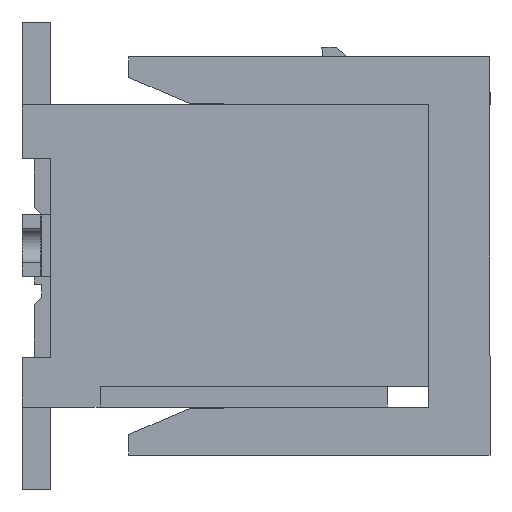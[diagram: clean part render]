
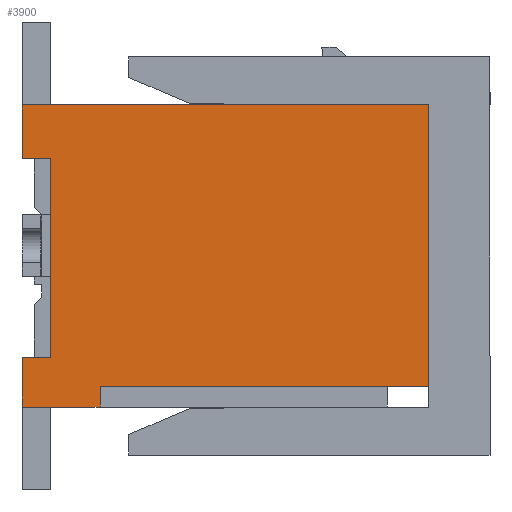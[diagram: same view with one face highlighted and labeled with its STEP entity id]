
A CAD part, left-side view. The second image highlights one B-rep face of the part: STEP entity #3900.
In plain terms, the highlighted planar face has unit normal (-1, 0, 0).
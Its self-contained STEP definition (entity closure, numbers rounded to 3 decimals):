
#405=ORIENTED_EDGE('',*,*,#1398,.F.);
#406=ORIENTED_EDGE('',*,*,#1396,.F.);
#407=ORIENTED_EDGE('',*,*,#1476,.F.);
#408=ORIENTED_EDGE('',*,*,#1477,.F.);
#409=ORIENTED_EDGE('',*,*,#1465,.T.);
#410=ORIENTED_EDGE('',*,*,#1250,.T.);
#411=ORIENTED_EDGE('',*,*,#1478,.T.);
#412=ORIENTED_EDGE('',*,*,#1352,.F.);
#413=ORIENTED_EDGE('',*,*,#1357,.F.);
#414=ORIENTED_EDGE('',*,*,#1272,.F.);
#1250=EDGE_CURVE('',#1822,#1821,#2199,.T.);
#1272=EDGE_CURVE('',#1843,#1844,#2221,.T.);
#1352=EDGE_CURVE('',#1914,#1915,#2301,.T.);
#1357=EDGE_CURVE('',#1844,#1914,#2306,.T.);
#1396=EDGE_CURVE('',#1942,#1936,#2345,.T.);
#1398=EDGE_CURVE('',#1936,#1843,#2346,.T.);
#1465=EDGE_CURVE('',#1987,#1822,#2413,.T.);
#1476=EDGE_CURVE('',#1992,#1942,#2424,.T.);
#1477=EDGE_CURVE('',#1987,#1992,#2425,.T.);
#1478=EDGE_CURVE('',#1821,#1915,#2426,.T.);
#1821=VERTEX_POINT('',#5389);
#1822=VERTEX_POINT('',#5391);
#1843=VERTEX_POINT('',#5434);
#1844=VERTEX_POINT('',#5436);
#1914=VERTEX_POINT('',#5596);
#1915=VERTEX_POINT('',#5598);
#1936=VERTEX_POINT('',#5662);
#1942=VERTEX_POINT('',#5674);
#1987=VERTEX_POINT('',#5797);
#1992=VERTEX_POINT('',#5815);
#2199=LINE('',#5390,#2754);
#2221=LINE('',#5435,#2776);
#2301=LINE('',#5597,#2856);
#2306=LINE('',#5606,#2861);
#2345=LINE('',#5675,#2900);
#2346=LINE('',#5678,#2901);
#2413=LINE('',#5796,#2968);
#2424=LINE('',#5816,#2979);
#2425=LINE('',#5818,#2980);
#2426=LINE('',#5819,#2981);
#2754=VECTOR('',#4371,1000.);
#2776=VECTOR('',#4395,1000.);
#2856=VECTOR('',#4497,1000.);
#2861=VECTOR('',#4504,1000.);
#2900=VECTOR('',#4553,1000.);
#2901=VECTOR('',#4558,1000.);
#2968=VECTOR('',#4639,1000.);
#2979=VECTOR('',#4656,1000.);
#2980=VECTOR('',#4659,1000.);
#2981=VECTOR('',#4660,1000.);
#3316=EDGE_LOOP('',(#405,#406,#407,#408,#409,#410,#411,#412,#413,#414));
#3519=FACE_BOUND('',#3316,.T.);
#3714=PLANE('',#4145);
#3900=ADVANCED_FACE('',(#3519),#3714,.T.);
#4145=AXIS2_PLACEMENT_3D('',#5817,#4657,#4658);
#4371=DIRECTION('',(0.,0.,1.));
#4395=DIRECTION('',(0.,0.,1.));
#4497=DIRECTION('',(0.,0.,1.));
#4504=DIRECTION('',(0.,1.,0.));
#4553=DIRECTION('',(0.,0.,1.));
#4558=DIRECTION('',(0.,-1.,0.));
#4639=DIRECTION('',(0.,-1.,0.));
#4656=DIRECTION('',(0.,1.,0.));
#4657=DIRECTION('',(-1.,0.,0.));
#4658=DIRECTION('',(0.,0.,1.));
#4659=DIRECTION('',(0.,0.,-1.));
#4660=DIRECTION('',(0.,1.,0.));
#5389=CARTESIAN_POINT('',(-3.35,-4.95,3.68));
#5390=CARTESIAN_POINT('',(-3.35,-4.95,-3.68));
#5391=CARTESIAN_POINT('',(-3.35,-4.95,-3.18));
#5434=CARTESIAN_POINT('',(-3.35,4.25,-2.48));
#5435=CARTESIAN_POINT('',(-3.35,4.25,-2.48));
#5436=CARTESIAN_POINT('',(-3.35,4.25,2.37));
#5596=CARTESIAN_POINT('',(-3.35,4.95,2.37));
#5597=CARTESIAN_POINT('',(-3.35,4.95,-3.68));
#5598=CARTESIAN_POINT('',(-3.35,4.95,3.68));
#5606=CARTESIAN_POINT('',(-3.35,4.25,2.37));
#5662=CARTESIAN_POINT('',(-3.35,4.95,-2.48));
#5674=CARTESIAN_POINT('',(-3.35,4.95,-3.68));
#5675=CARTESIAN_POINT('',(-3.35,4.95,-3.68));
#5678=CARTESIAN_POINT('',(-3.35,4.95,-2.48));
#5796=CARTESIAN_POINT('',(-3.35,-4.95,-3.18));
#5797=CARTESIAN_POINT('',(-3.35,3.05,-3.18));
#5815=CARTESIAN_POINT('',(-3.35,3.05,-3.68));
#5816=CARTESIAN_POINT('',(-3.35,-4.95,-3.68));
#5817=CARTESIAN_POINT('',(-3.35,-4.95,-3.68));
#5818=CARTESIAN_POINT('',(-3.35,3.05,-3.18));
#5819=CARTESIAN_POINT('',(-3.35,-4.95,3.68));
